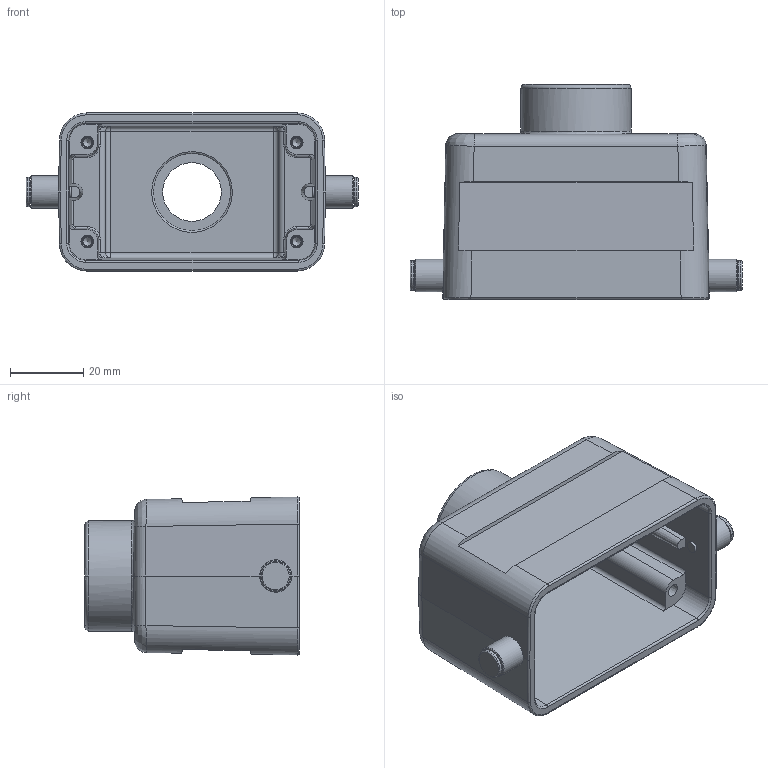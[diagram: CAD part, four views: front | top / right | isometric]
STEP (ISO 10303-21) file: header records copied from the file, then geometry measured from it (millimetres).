
FILE_DESCRIPTION(/* description */ (''),/* implementation_level */ '2;1');
FILE_NAME(/* name */ 'H10B-TE-2B-XXX.stp',/* time_stamp */ '2022-09-04T09:03:59+08:00',/* author */ (''),/* organization */ (''),/* preprocessor_version */ 'ST-DEVELOPER v16',/* originating_system */ 'SIEMENS PLM Software NX 10.0',/* authorisation */ '');
FILE_SCHEMA (('AUTOMOTIVE_DESIGN { 1 0 10303 214 3 1 1 1 }'));
Length unit declared in the file: millimetre
Products named in the file (1): Admi14A87516cpas
Bounding box: 90.52 x 58.6 x 43.08 mm (x, y, z)
Surface area: 27149.5 mm2 (no closed solid volume)
Topology: 0 solids, 1 shells, 279 faces, 729 edges, 448 vertices
Faces by surface type: cylinder 137, plane 68, bspline 50, cone 15, torus 5, sphere 4
Full cylindrical faces by diameter (mm): 2.5 x52, 3 x2, 5 x2, 5.05 x2, 8 x2, 8.8 x2, 16 x1, 20.999 x1, 29.999 x1
Entity records: 25028 total; most frequent: CARTESIAN_POINT 20226, ORIENTED_EDGE 996, DIRECTION 926, EDGE_CURVE 498, AXIS2_PLACEMENT_3D 376, VERTEX_POINT 320, EDGE_LOOP 276, ADVANCED_FACE 227
